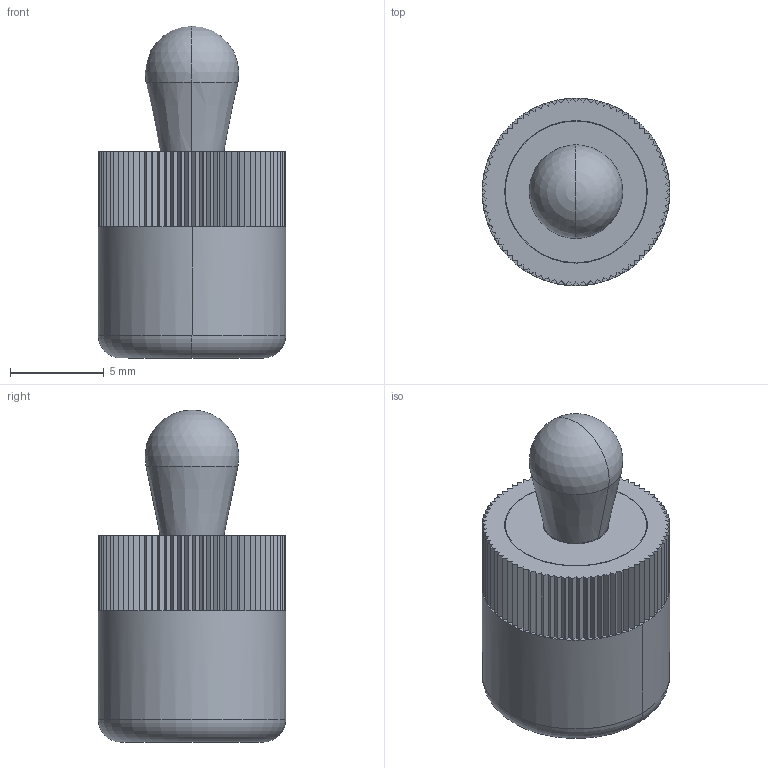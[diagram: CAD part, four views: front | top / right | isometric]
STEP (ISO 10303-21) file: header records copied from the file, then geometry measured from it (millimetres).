
FILE_DESCRIPTION(('STEP AP214'),'1');
FILE_NAME('HALDERN_EH_22150_0160.stp','2017-02-01T10:44:43',('TraceParts'),('TraceParts S.A.'),'Spatial InterOp 3D',' ',' ');
FILE_SCHEMA(('automotive_design'));
Length unit declared in the file: millimetre
Products named in the file (2): 1; 2
Bounding box: 10 x 10 x 17.7 mm (x, y, z)
Volume: 383.7 mm3; surface area: 1163 mm2
Topology: 3 solids, 3 shells, 590 faces, 1578 edges, 995 vertices
Faces by surface type: plane 408, cylinder 174, torus 4, cone 2, sphere 2
Entity records: 23061 total; most frequent: DIRECTION 3280, CARTESIAN_POINT 3163, ORIENTED_EDGE 3152, EDGE_CURVE 1576, AXIS2_PLACEMENT_3D 1112, LINE 1056, VECTOR 1056, VERTEX_POINT 995
